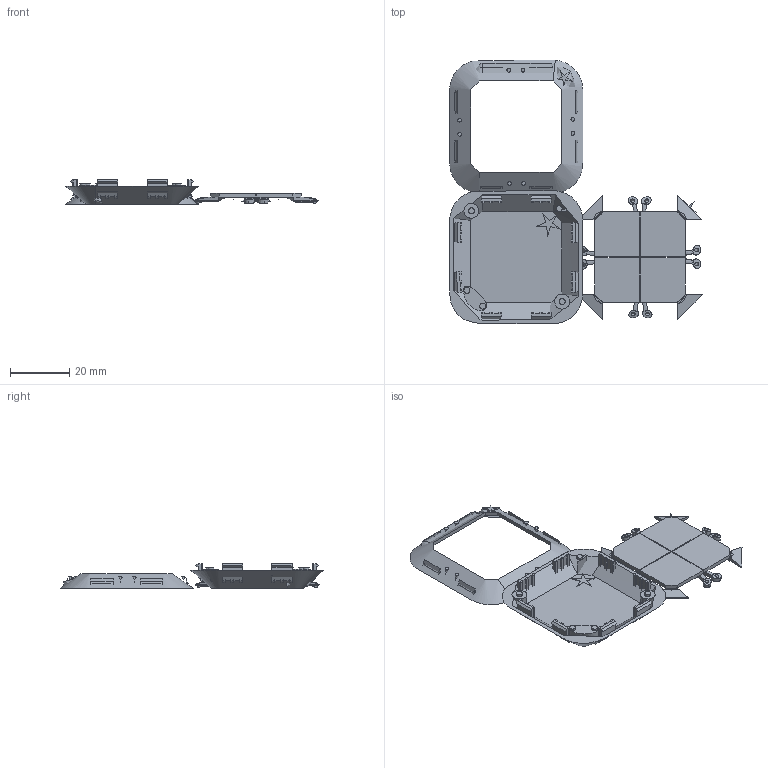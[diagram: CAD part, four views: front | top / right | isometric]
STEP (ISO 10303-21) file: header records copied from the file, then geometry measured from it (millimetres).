
FILE_DESCRIPTION(/* description */ (''),/* implementation_level */ '2;1');
FILE_NAME(/* name */ 'remote',/* time_stamp */ '2015-04-27T12:17:22-07:00',/* author */ (''),/* organization */ (''),/* preprocessor_version */ 'ST-DEVELOPER v15',/* originating_system */ '',/* authorisation */ '');
FILE_SCHEMA (('AUTOMOTIVE_DESIGN'));
Length unit declared in the file: inch
Products named in the file (4): Document; Top latch; Button peg; Bottom latch
Assembly tree (24 placements, depth 2):
  Document
    Top latch  x8
    Button peg  x8
    Bottom latch  x8
Bounding box: 85.5 x 89.26 x 8.43 mm (x, y, z)
Volume: 2897.2 mm3
Topology: 49 solids, 75 shells, 879 faces, 2111 edges, 1291 vertices
Faces by surface type: bspline 636, plane 243
Entity records: 27015 total; most frequent: CARTESIAN_POINT 17723, ORIENTED_EDGE 2623, EDGE_CURVE 1369, B_SPLINE_CURVE_WITH_KNOTS 1184, VERTEX_POINT 871, EDGE_LOOP 596, ADVANCED_FACE 564, FACE_OUTER_BOUND 564
